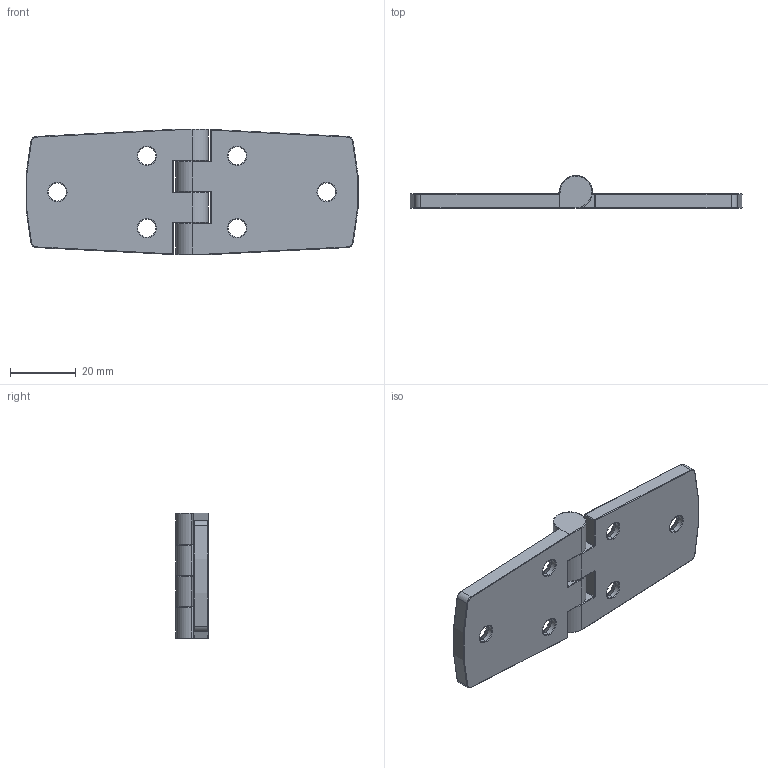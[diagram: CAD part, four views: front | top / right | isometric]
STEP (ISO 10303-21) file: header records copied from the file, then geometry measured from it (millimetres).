
FILE_DESCRIPTION (( 'STEP AP214' ), '1' );
FILE_NAME ('HGS-0605.STEP', '2019-07-24T06:55:01', ( '' ), ( '' ), 'SwSTEP 2.0', 'SolidWorks 2010', '' );
FILE_SCHEMA (( 'AUTOMOTIVE_DESIGN' ));
Length unit declared in the file: millimetre
Products named in the file (3): 鉸鏈片; 插銷; HGS-0605
Assembly tree (3 placements, depth 2):
  HGS-0605
    鉸鏈片  x2
    插銷
Bounding box: 101.13 x 10 x 38.2 mm (x, y, z)
Volume: 16384.5 mm3; surface area: 10334.8 mm2
Topology: 3 solids, 3 shells, 242 faces, 542 edges, 300 vertices
Faces by surface type: torus 108, cylinder 84, plane 22, cone 12, bspline 8, sphere 8
Entity records: 3673 total; most frequent: CARTESIAN_POINT 739, DIRECTION 701, ORIENTED_EDGE 540, AXIS2_PLACEMENT_3D 316, EDGE_CURVE 270, CIRCLE 190, VERTEX_POINT 151, EDGE_LOOP 133
